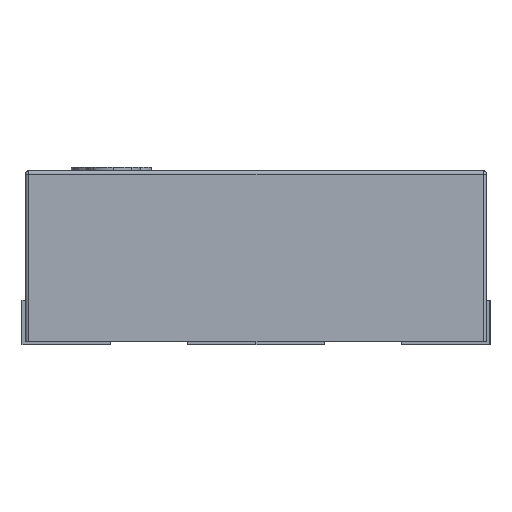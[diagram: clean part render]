
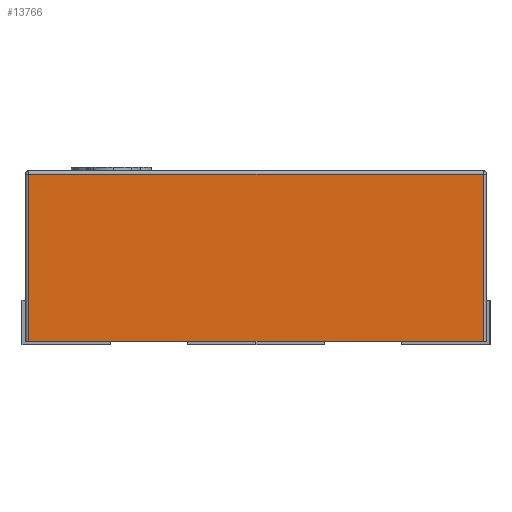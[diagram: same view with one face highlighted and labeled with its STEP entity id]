
A CAD part, left-side view. The second image highlights one B-rep face of the part: STEP entity #13766.
In plain terms, the highlighted planar face has unit normal (-1, 0, 0).
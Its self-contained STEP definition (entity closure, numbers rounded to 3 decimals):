
#460 = CARTESIAN_POINT ( 'NONE',  ( -1.65, -0.665, 0. ) ) ;
#664 = CARTESIAN_POINT ( 'NONE',  ( -1.65, 0.675, 0.5 ) ) ;
#962 = PLANE ( 'NONE',  #18842 ) ;
#1059 = LINE ( 'NONE', #17299, #4352 ) ;
#1446 = LINE ( 'NONE', #7590, #18321 ) ;
#2430 = LINE ( 'NONE', #7162, #10225 ) ;
#3276 = ORIENTED_EDGE ( 'NONE', *, *, #13486, .T. ) ;
#3830 = ORIENTED_EDGE ( 'NONE', *, *, #15829, .T. ) ;
#4352 = VECTOR ( 'NONE', #10964, 1000. ) ;
#5178 = DIRECTION ( 'NONE',  ( 1., 0., 0. ) ) ;
#6904 = FACE_OUTER_BOUND ( 'NONE', #7656, .T. ) ;
#7134 = EDGE_CURVE ( 'NONE', #12314, #8493, #2430, .T. ) ;
#7162 = CARTESIAN_POINT ( 'NONE',  ( -1.65, 0.665, 0.5 ) ) ;
#7590 = CARTESIAN_POINT ( 'NONE',  ( -1.65, 0.675, 0.49 ) ) ;
#7656 = EDGE_LOOP ( 'NONE', ( #3830, #11195, #3276, #14129 ) ) ;
#7777 = EDGE_CURVE ( 'NONE', #11724, #12054, #1059, .T. ) ;
#8493 = VERTEX_POINT ( 'NONE', #10242 ) ;
#9368 = CARTESIAN_POINT ( 'NONE',  ( -1.65, 0.675, 0. ) ) ;
#10225 = VECTOR ( 'NONE', #11936, 1000. ) ;
#10242 = CARTESIAN_POINT ( 'NONE',  ( -1.65, 0.665, 0. ) ) ;
#10964 = DIRECTION ( 'NONE',  ( 0., 0., 1. ) ) ;
#11195 = ORIENTED_EDGE ( 'NONE', *, *, #7134, .T. ) ;
#11724 = VERTEX_POINT ( 'NONE', #460 ) ;
#11936 = DIRECTION ( 'NONE',  ( 0., 0., -1. ) ) ;
#12054 = VERTEX_POINT ( 'NONE', #14602 ) ;
#12314 = VERTEX_POINT ( 'NONE', #12755 ) ;
#12729 = DIRECTION ( 'NONE',  ( 0., -1., 0. ) ) ;
#12755 = CARTESIAN_POINT ( 'NONE',  ( -1.65, 0.665, 0.49 ) ) ;
#13486 = EDGE_CURVE ( 'NONE', #8493, #11724, #17247, .T. ) ;
#13766 = ADVANCED_FACE ( 'NONE', ( #6904 ), #962, .F. ) ;
#13810 = DIRECTION ( 'NONE',  ( 0., 1., 0. ) ) ;
#13944 = VECTOR ( 'NONE', #12729, 1000. ) ;
#14129 = ORIENTED_EDGE ( 'NONE', *, *, #7777, .T. ) ;
#14602 = CARTESIAN_POINT ( 'NONE',  ( -1.65, -0.665, 0.49 ) ) ;
#15829 = EDGE_CURVE ( 'NONE', #12054, #12314, #1446, .T. ) ;
#17247 = LINE ( 'NONE', #9368, #13944 ) ;
#17299 = CARTESIAN_POINT ( 'NONE',  ( -1.65, -0.665, 0.5 ) ) ;
#18321 = VECTOR ( 'NONE', #13810, 1000. ) ;
#18842 = AXIS2_PLACEMENT_3D ( 'NONE', #664, #5178, #19351 ) ;
#19351 = DIRECTION ( 'NONE',  ( 0., 0., -1. ) ) ;
